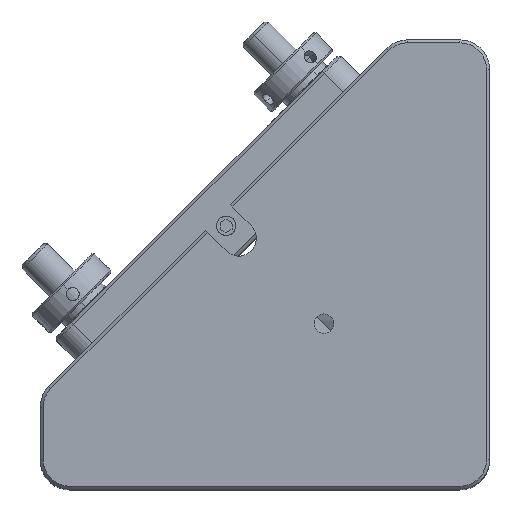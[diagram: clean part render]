
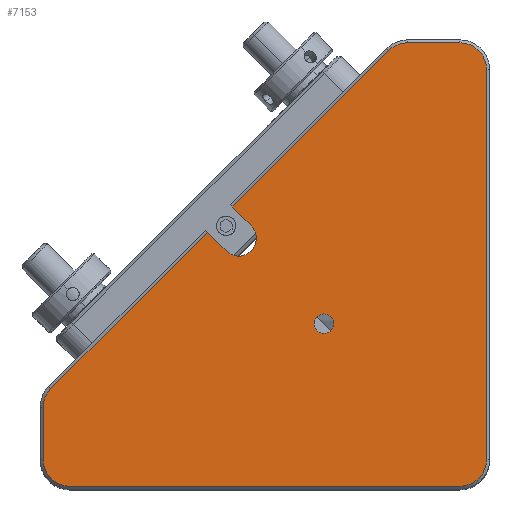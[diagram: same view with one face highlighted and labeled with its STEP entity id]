
A CAD part, top view. The second image highlights one B-rep face of the part: STEP entity #7153.
In plain terms, the highlighted planar face has unit normal (0, 0, 1).
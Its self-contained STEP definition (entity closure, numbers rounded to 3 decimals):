
#49 = PLANE ( 'NONE',  #4705 ) ;
#84 = CIRCLE ( 'NONE', #9171, 4.5 ) ;
#182 = CARTESIAN_POINT ( 'NONE',  ( -17.663, 0.929, 116. ) ) ;
#414 = AXIS2_PLACEMENT_3D ( 'NONE', #10082, #19043, #15776 ) ;
#616 = EDGE_CURVE ( 'NONE', #22916, #8063, #8437, .T. ) ;
#944 = EDGE_LOOP ( 'NONE', ( #19151, #8524 ) ) ;
#963 = CARTESIAN_POINT ( 'NONE',  ( -19.784, -1.192, 116. ) ) ;
#1017 = EDGE_CURVE ( 'NONE', #13104, #8409, #15007, .T. ) ;
#1401 = VECTOR ( 'NONE', #18524, 1000. ) ;
#1507 = ORIENTED_EDGE ( 'NONE', *, *, #23032, .T. ) ;
#1614 = EDGE_CURVE ( 'NONE', #6077, #4459, #4400, .T. ) ;
#1675 = ORIENTED_EDGE ( 'NONE', *, *, #1614, .T. ) ;
#1852 = DIRECTION ( 'NONE',  ( 1., 0., 0. ) ) ;
#2093 = CARTESIAN_POINT ( 'NONE',  ( -49.418, -24.463, 116. ) ) ;
#2156 = CARTESIAN_POINT ( 'NONE',  ( -22.966, 1.99, 116. ) ) ;
#2292 = DIRECTION ( 'NONE',  ( 0., 0., 1. ) ) ;
#2528 = CARTESIAN_POINT ( 'NONE',  ( -49.418, -24.463, 116. ) ) ;
#2782 = CARTESIAN_POINT ( 'NONE',  ( -50.736, -36.497, 116. ) ) ;
#2898 = VERTEX_POINT ( 'NONE', #6142 ) ;
#3033 = CARTESIAN_POINT ( 'NONE',  ( -4.886, -13.497, 116. ) ) ;
#3058 = DIRECTION ( 'NONE',  ( 1., 0., 0. ) ) ;
#3397 = LINE ( 'NONE', #7642, #3652 ) ;
#3434 = VERTEX_POINT ( 'NONE', #6061 ) ;
#3490 = EDGE_CURVE ( 'NONE', #3820, #22916, #7360, .T. ) ;
#3652 = VECTOR ( 'NONE', #7721, 1000. ) ;
#3715 = EDGE_CURVE ( 'NONE', #3434, #19508, #9064, .T. ) ;
#3820 = VERTEX_POINT ( 'NONE', #963 ) ;
#4069 = ORIENTED_EDGE ( 'NONE', *, *, #10748, .T. ) ;
#4072 = CARTESIAN_POINT ( 'NONE',  ( 19.764, -40.997, 116. ) ) ;
#4193 = CIRCLE ( 'NONE', #11336, 4.5 ) ;
#4337 = EDGE_CURVE ( 'NONE', #8409, #13104, #12473, .T. ) ;
#4400 = CIRCLE ( 'NONE', #7892, 4.5 ) ;
#4459 = VERTEX_POINT ( 'NONE', #10544 ) ;
#4681 = DIRECTION ( 'NONE',  ( 1., 0., 0. ) ) ;
#4705 = AXIS2_PLACEMENT_3D ( 'NONE', #16313, #10922, #1852 ) ;
#4905 = LINE ( 'NONE', #2528, #16252 ) ;
#5169 = DIRECTION ( 'NONE',  ( 0., 0., 1. ) ) ;
#5580 = DIRECTION ( 'NONE',  ( 0., 0., 1. ) ) ;
#5764 = CARTESIAN_POINT ( 'NONE',  ( -15.541, 3.05, 116. ) ) ;
#5813 = AXIS2_PLACEMENT_3D ( 'NONE', #182, #19946, #20184 ) ;
#5889 = VECTOR ( 'NONE', #15838, 1000. ) ;
#5998 = CARTESIAN_POINT ( 'NONE',  ( 10.911, 29.503, 116. ) ) ;
#6061 = CARTESIAN_POINT ( 'NONE',  ( -50.736, -27.645, 116. ) ) ;
#6077 = VERTEX_POINT ( 'NONE', #20267 ) ;
#6142 = CARTESIAN_POINT ( 'NONE',  ( -18.723, 6.232, 116. ) ) ;
#6260 = ORIENTED_EDGE ( 'NONE', *, *, #12321, .T. ) ;
#6263 = AXIS2_PLACEMENT_3D ( 'NONE', #12069, #21087, #4681 ) ;
#6643 = CARTESIAN_POINT ( 'NONE',  ( 19.764, 29.503, 116. ) ) ;
#6984 = DIRECTION ( 'NONE',  ( 1., 0., 0. ) ) ;
#7095 = VERTEX_POINT ( 'NONE', #14428 ) ;
#7153 = ADVANCED_FACE ( 'NONE', ( #9555, #13831 ), #49, .T. ) ;
#7360 = LINE ( 'NONE', #13039, #1401 ) ;
#7412 = ORIENTED_EDGE ( 'NONE', *, *, #11465, .T. ) ;
#7642 = CARTESIAN_POINT ( 'NONE',  ( -15.541, 3.05, 116. ) ) ;
#7721 = DIRECTION ( 'NONE',  ( 0.707, -0.707, 0. ) ) ;
#7892 = AXIS2_PLACEMENT_3D ( 'NONE', #6643, #12129, #3058 ) ;
#8063 = VERTEX_POINT ( 'NONE', #2093 ) ;
#8409 = VERTEX_POINT ( 'NONE', #3033 ) ;
#8437 = LINE ( 'NONE', #13807, #11526 ) ;
#8524 = ORIENTED_EDGE ( 'NONE', *, *, #4337, .F. ) ;
#8650 = LINE ( 'NONE', #16158, #18283 ) ;
#8660 = CIRCLE ( 'NONE', #5813, 3. ) ;
#8826 = ORIENTED_EDGE ( 'NONE', *, *, #12076, .T. ) ;
#9064 = LINE ( 'NONE', #2782, #11327 ) ;
#9130 = CARTESIAN_POINT ( 'NONE',  ( 10.911, 34.003, 116. ) ) ;
#9149 = ORIENTED_EDGE ( 'NONE', *, *, #3715, .T. ) ;
#9171 = AXIS2_PLACEMENT_3D ( 'NONE', #5998, #11473, #9821 ) ;
#9458 = DIRECTION ( 'NONE',  ( 1., 0., 0. ) ) ;
#9555 = FACE_OUTER_BOUND ( 'NONE', #17043, .T. ) ;
#9615 = CARTESIAN_POINT ( 'NONE',  ( 19.764, -36.497, 116. ) ) ;
#9821 = DIRECTION ( 'NONE',  ( 1., 0., 0. ) ) ;
#10082 = CARTESIAN_POINT ( 'NONE',  ( -3.236, -13.497, 116. ) ) ;
#10180 = LINE ( 'NONE', #17663, #5889 ) ;
#10407 = CARTESIAN_POINT ( 'NONE',  ( -1.586, -13.497, 116. ) ) ;
#10544 = CARTESIAN_POINT ( 'NONE',  ( 19.764, 34.003, 116. ) ) ;
#10676 = EDGE_CURVE ( 'NONE', #19508, #18401, #23116, .T. ) ;
#10748 = EDGE_CURVE ( 'NONE', #18401, #7095, #17168, .T. ) ;
#10922 = DIRECTION ( 'NONE',  ( 0., 0., 1. ) ) ;
#11041 = VERTEX_POINT ( 'NONE', #19653 ) ;
#11236 = EDGE_CURVE ( 'NONE', #22072, #3820, #8660, .T. ) ;
#11327 = VECTOR ( 'NONE', #20712, 1000. ) ;
#11336 = AXIS2_PLACEMENT_3D ( 'NONE', #9615, #2292, #9458 ) ;
#11465 = EDGE_CURVE ( 'NONE', #11041, #6077, #8650, .T. ) ;
#11473 = DIRECTION ( 'NONE',  ( 0., 0., 1. ) ) ;
#11526 = VECTOR ( 'NONE', #12216, 1000. ) ;
#11724 = AXIS2_PLACEMENT_3D ( 'NONE', #16449, #5580, #18590 ) ;
#12069 = CARTESIAN_POINT ( 'NONE',  ( -46.236, -27.645, 116. ) ) ;
#12076 = EDGE_CURVE ( 'NONE', #8063, #3434, #15737, .T. ) ;
#12129 = DIRECTION ( 'NONE',  ( 0., 0., 1. ) ) ;
#12216 = DIRECTION ( 'NONE',  ( -0.707, -0.707, 0. ) ) ;
#12321 = EDGE_CURVE ( 'NONE', #14518, #14566, #84, .T. ) ;
#12473 = CIRCLE ( 'NONE', #414, 1.65 ) ;
#13039 = CARTESIAN_POINT ( 'NONE',  ( -19.784, -1.192, 116. ) ) ;
#13042 = EDGE_CURVE ( 'NONE', #14566, #2898, #4905, .T. ) ;
#13104 = VERTEX_POINT ( 'NONE', #10407 ) ;
#13183 = VECTOR ( 'NONE', #18615, 1000. ) ;
#13500 = ORIENTED_EDGE ( 'NONE', *, *, #616, .T. ) ;
#13741 = ORIENTED_EDGE ( 'NONE', *, *, #11236, .T. ) ;
#13807 = CARTESIAN_POINT ( 'NONE',  ( -49.418, -24.463, 116. ) ) ;
#13831 = FACE_BOUND ( 'NONE', #944, .T. ) ;
#14428 = CARTESIAN_POINT ( 'NONE',  ( 19.764, -40.997, 116. ) ) ;
#14518 = VERTEX_POINT ( 'NONE', #9130 ) ;
#14566 = VERTEX_POINT ( 'NONE', #14996 ) ;
#14647 = CARTESIAN_POINT ( 'NONE',  ( -46.236, -40.997, 116. ) ) ;
#14996 = CARTESIAN_POINT ( 'NONE',  ( 7.729, 32.685, 116. ) ) ;
#15007 = CIRCLE ( 'NONE', #23237, 1.65 ) ;
#15251 = DIRECTION ( 'NONE',  ( -0.707, -0.707, 0. ) ) ;
#15287 = ORIENTED_EDGE ( 'NONE', *, *, #10676, .T. ) ;
#15737 = CIRCLE ( 'NONE', #6263, 4.5 ) ;
#15776 = DIRECTION ( 'NONE',  ( 1., 0., 0. ) ) ;
#15838 = DIRECTION ( 'NONE',  ( -1., 0., 0. ) ) ;
#16084 = DIRECTION ( 'NONE',  ( 0., 1., 0. ) ) ;
#16158 = CARTESIAN_POINT ( 'NONE',  ( 24.264, 29.503, 116. ) ) ;
#16252 = VECTOR ( 'NONE', #15251, 1000. ) ;
#16313 = CARTESIAN_POINT ( 'NONE',  ( -13.236, -3.497, 116. ) ) ;
#16449 = CARTESIAN_POINT ( 'NONE',  ( -46.236, -36.497, 116. ) ) ;
#17043 = EDGE_LOOP ( 'NONE', ( #1507, #13741, #20875, #13500, #8826, #9149, #15287, #4069, #17281, #7412, #1675, #23503, #6260, #23240 ) ) ;
#17168 = LINE ( 'NONE', #4072, #13183 ) ;
#17281 = ORIENTED_EDGE ( 'NONE', *, *, #18635, .T. ) ;
#17663 = CARTESIAN_POINT ( 'NONE',  ( 10.911, 34.003, 116. ) ) ;
#18283 = VECTOR ( 'NONE', #16084, 1000. ) ;
#18401 = VERTEX_POINT ( 'NONE', #14647 ) ;
#18524 = DIRECTION ( 'NONE',  ( -0.707, 0.707, 0. ) ) ;
#18590 = DIRECTION ( 'NONE',  ( 1., 0., 0. ) ) ;
#18615 = DIRECTION ( 'NONE',  ( 1., 0., 0. ) ) ;
#18635 = EDGE_CURVE ( 'NONE', #7095, #11041, #4193, .T. ) ;
#19043 = DIRECTION ( 'NONE',  ( 0., 0., 1. ) ) ;
#19108 = CARTESIAN_POINT ( 'NONE',  ( -50.736, -36.497, 116. ) ) ;
#19151 = ORIENTED_EDGE ( 'NONE', *, *, #1017, .F. ) ;
#19508 = VERTEX_POINT ( 'NONE', #19108 ) ;
#19629 = CARTESIAN_POINT ( 'NONE',  ( -3.236, -13.497, 116. ) ) ;
#19653 = CARTESIAN_POINT ( 'NONE',  ( 24.264, -36.497, 116. ) ) ;
#19946 = DIRECTION ( 'NONE',  ( 0., 0., -1. ) ) ;
#20184 = DIRECTION ( 'NONE',  ( -1., 0., 0. ) ) ;
#20267 = CARTESIAN_POINT ( 'NONE',  ( 24.264, 29.503, 116. ) ) ;
#20712 = DIRECTION ( 'NONE',  ( 0., -1., 0. ) ) ;
#20810 = EDGE_CURVE ( 'NONE', #4459, #14518, #10180, .T. ) ;
#20875 = ORIENTED_EDGE ( 'NONE', *, *, #3490, .T. ) ;
#21087 = DIRECTION ( 'NONE',  ( 0., 0., 1. ) ) ;
#22072 = VERTEX_POINT ( 'NONE', #5764 ) ;
#22916 = VERTEX_POINT ( 'NONE', #2156 ) ;
#23032 = EDGE_CURVE ( 'NONE', #2898, #22072, #3397, .T. ) ;
#23116 = CIRCLE ( 'NONE', #11724, 4.5 ) ;
#23237 = AXIS2_PLACEMENT_3D ( 'NONE', #19629, #5169, #6984 ) ;
#23240 = ORIENTED_EDGE ( 'NONE', *, *, #13042, .T. ) ;
#23503 = ORIENTED_EDGE ( 'NONE', *, *, #20810, .T. ) ;
